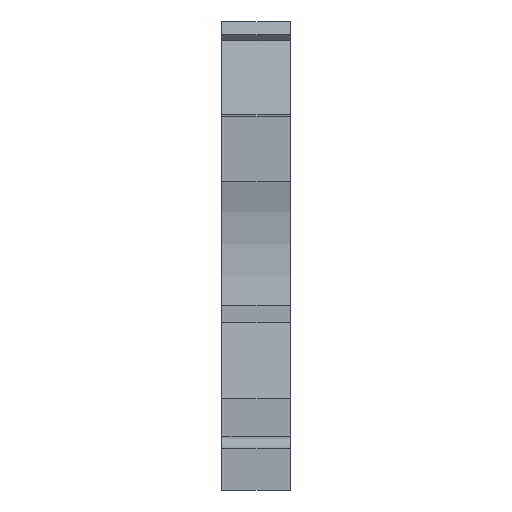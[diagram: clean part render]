
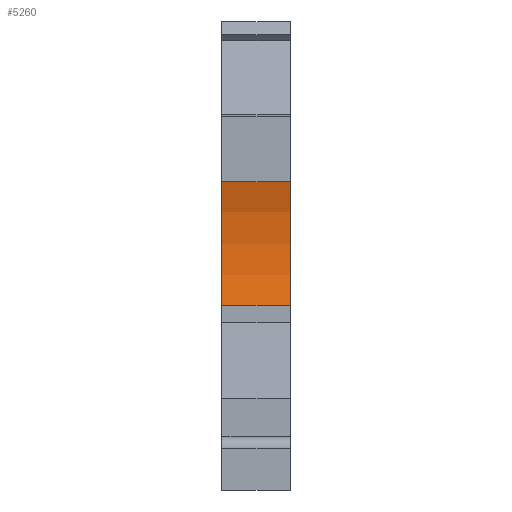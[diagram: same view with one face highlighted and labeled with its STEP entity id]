
A CAD part, front view. The second image highlights one B-rep face of the part: STEP entity #5260.
In plain terms, the highlighted cylindrical face has radius 15.822 mm (diameter 31.645 mm), a partial arc.
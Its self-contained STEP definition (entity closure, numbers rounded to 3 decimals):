
#4660=CARTESIAN_POINT('',(9.734,18.361,
-5.15));
#4670=VERTEX_POINT('',#4660);
#4700=CARTESIAN_POINT('',(-4.71,11.901,
-5.15));
#4710=DIRECTION('',(0.,0.,1.));
#4720=DIRECTION('',(0.993,0.122,
0.));
#4730=AXIS2_PLACEMENT_3D('',#4700,#4710,#4720);
#4740=CIRCLE('',#4730,15.822);
#4750=CARTESIAN_POINT('',(10.868,9.127,
-5.15));
#4760=VERTEX_POINT('',#4750);
#4770=EDGE_CURVE('',#4760,#4670,#4740,.T.);
#4950=CARTESIAN_POINT('',(-4.71,11.901,
-5.665));
#4960=DIRECTION('',(0.,0.,1.));
#4970=DIRECTION('',(0.993,0.122,
0.));
#4980=AXIS2_PLACEMENT_3D('',#4950,#4960,#4970);
#4990=CYLINDRICAL_SURFACE('',#4980,15.822);
#5000=CARTESIAN_POINT('',(9.734,18.361,
-5.665));
#5010=DIRECTION('',(0.,0.,-1.));
#5020=VECTOR('',#5010,1.);
#5030=LINE('',#5000,#5020);
#5040=CARTESIAN_POINT('',(9.734,18.361,
0.));
#5050=VERTEX_POINT('',#5040);
#5060=EDGE_CURVE('',#5050,#4670,#5030,.T.);
#5070=ORIENTED_EDGE('',*,*,#5060,.T.);
#5080=CARTESIAN_POINT('',(-4.71,11.901,
0.));
#5090=DIRECTION('',(0.,0.,1.));
#5100=DIRECTION('',(0.993,0.122,
0.));
#5110=AXIS2_PLACEMENT_3D('',#5080,#5090,#5100);
#5120=CIRCLE('',#5110,15.822);
#5130=CARTESIAN_POINT('',(10.868,9.127,
0.));
#5140=VERTEX_POINT('',#5130);
#5150=EDGE_CURVE('',#5140,#5050,#5120,.T.);
#5160=ORIENTED_EDGE('',*,*,#5150,.T.);
#5170=CARTESIAN_POINT('',(10.868,9.127,
0.));
#5180=DIRECTION('',(0.,0.,1.));
#5190=VECTOR('',#5180,1.);
#5200=LINE('',#5170,#5190);
#5210=EDGE_CURVE('',#4760,#5140,#5200,.T.);
#5220=ORIENTED_EDGE('',*,*,#5210,.T.);
#5230=ORIENTED_EDGE('',*,*,#4770,.F.);
#5240=EDGE_LOOP('',(#5230,#5220,#5160,#5070));
#5250=FACE_OUTER_BOUND('',#5240,.T.);
#5260=ADVANCED_FACE('',(#5250),#4990,.F.);
